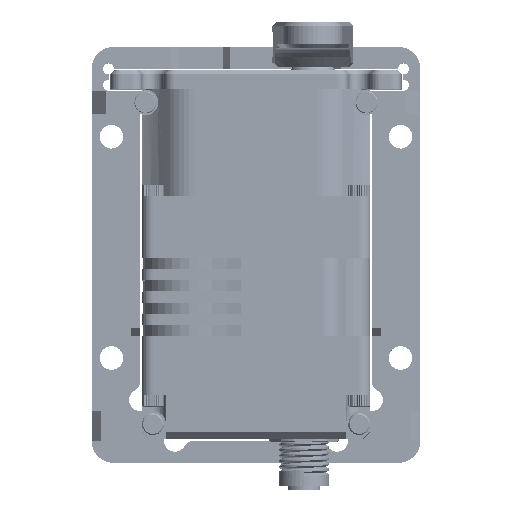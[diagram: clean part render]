
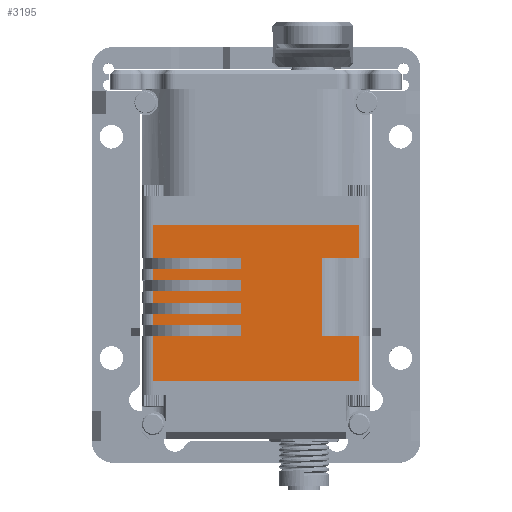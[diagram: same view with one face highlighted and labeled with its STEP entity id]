
A CAD part, top view. The second image highlights one B-rep face of the part: STEP entity #3195.
In plain terms, the highlighted planar face has unit normal (0, 0, 1).
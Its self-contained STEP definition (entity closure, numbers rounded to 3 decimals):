
#149=DIRECTION('',(1.,0.,0.));
#150=VECTOR('',#149,28.);
#151=CARTESIAN_POINT('',(-14.,0.,7.5));
#152=LINE('',#151,#150);
#303=DIRECTION('',(0.,-1.,0.));
#304=VECTOR('',#303,4.5);
#305=CARTESIAN_POINT('',(14.,0.,7.5));
#306=LINE('',#305,#304);
#310=DIRECTION('',(0.,-1.,0.));
#311=VECTOR('',#310,6.2);
#312=CARTESIAN_POINT('',(14.,-15.,7.5));
#313=LINE('',#312,#311);
#340=DIRECTION('',(1.,0.,0.));
#341=VECTOR('',#340,5.078);
#342=CARTESIAN_POINT('',(8.922,-4.5,7.5));
#343=LINE('',#342,#341);
#578=DIRECTION('',(-1.,0.,0.));
#579=VECTOR('',#578,5.078);
#580=CARTESIAN_POINT('',(14.,-15.,7.5));
#581=LINE('',#580,#579);
#713=DIRECTION('',(1.,0.,0.));
#714=VECTOR('',#713,28.);
#715=CARTESIAN_POINT('',(-14.,-21.2,7.5));
#716=LINE('',#715,#714);
#1278=DIRECTION('',(0.,1.,0.));
#1279=VECTOR('',#1278,10.5);
#1280=CARTESIAN_POINT('',(8.922,-15.,7.5));
#1281=LINE('',#1280,#1279);
#1285=DIRECTION('',(0.,-1.,0.));
#1286=VECTOR('',#1285,6.2);
#1287=CARTESIAN_POINT('',(-14.,-15.,7.5));
#1288=LINE('',#1287,#1286);
#1292=DIRECTION('',(1.,0.,0.));
#1293=VECTOR('',#1292,12.);
#1294=CARTESIAN_POINT('',(-14.,-15.,7.5));
#1295=LINE('',#1294,#1293);
#1299=DIRECTION('',(0.,1.,0.));
#1300=VECTOR('',#1299,1.5);
#1301=CARTESIAN_POINT('',(-2.,-15.,7.5));
#1302=LINE('',#1301,#1300);
#1306=DIRECTION('',(1.,0.,0.));
#1307=VECTOR('',#1306,12.);
#1308=CARTESIAN_POINT('',(-14.,-13.5,7.5));
#1309=LINE('',#1308,#1307);
#1313=DIRECTION('',(0.,-1.,0.));
#1314=VECTOR('',#1313,1.5);
#1315=CARTESIAN_POINT('',(-14.,-12.,7.5));
#1316=LINE('',#1315,#1314);
#1320=DIRECTION('',(1.,0.,0.));
#1321=VECTOR('',#1320,12.);
#1322=CARTESIAN_POINT('',(-14.,-12.,7.5));
#1323=LINE('',#1322,#1321);
#1327=DIRECTION('',(0.,1.,0.));
#1328=VECTOR('',#1327,1.5);
#1329=CARTESIAN_POINT('',(-2.,-12.,7.5));
#1330=LINE('',#1329,#1328);
#1334=DIRECTION('',(1.,0.,0.));
#1335=VECTOR('',#1334,12.);
#1336=CARTESIAN_POINT('',(-14.,-10.5,7.5));
#1337=LINE('',#1336,#1335);
#1341=DIRECTION('',(0.,-1.,0.));
#1342=VECTOR('',#1341,1.5);
#1343=CARTESIAN_POINT('',(-14.,-9.,7.5));
#1344=LINE('',#1343,#1342);
#1348=DIRECTION('',(1.,0.,0.));
#1349=VECTOR('',#1348,12.);
#1350=CARTESIAN_POINT('',(-14.,-9.,7.5));
#1351=LINE('',#1350,#1349);
#1355=DIRECTION('',(0.,1.,0.));
#1356=VECTOR('',#1355,1.5);
#1357=CARTESIAN_POINT('',(-2.,-9.,7.5));
#1358=LINE('',#1357,#1356);
#1362=DIRECTION('',(1.,0.,0.));
#1363=VECTOR('',#1362,12.);
#1364=CARTESIAN_POINT('',(-14.,-7.5,7.5));
#1365=LINE('',#1364,#1363);
#1369=DIRECTION('',(0.,-1.,0.));
#1370=VECTOR('',#1369,1.5);
#1371=CARTESIAN_POINT('',(-14.,-6.,7.5));
#1372=LINE('',#1371,#1370);
#1376=DIRECTION('',(1.,0.,0.));
#1377=VECTOR('',#1376,12.);
#1378=CARTESIAN_POINT('',(-14.,-6.,7.5));
#1379=LINE('',#1378,#1377);
#1383=DIRECTION('',(0.,1.,0.));
#1384=VECTOR('',#1383,1.5);
#1385=CARTESIAN_POINT('',(-2.,-6.,7.5));
#1386=LINE('',#1385,#1384);
#1390=DIRECTION('',(1.,0.,0.));
#1391=VECTOR('',#1390,12.);
#1392=CARTESIAN_POINT('',(-14.,-4.5,7.5));
#1393=LINE('',#1392,#1391);
#1397=DIRECTION('',(0.,-1.,0.));
#1398=VECTOR('',#1397,4.5);
#1399=CARTESIAN_POINT('',(-14.,0.,7.5));
#1400=LINE('',#1399,#1398);
#1993=CARTESIAN_POINT('',(14.,0.,7.5));
#1995=VERTEX_POINT('',#1993);
#2007=CARTESIAN_POINT('',(-14.,0.,7.5));
#2008=VERTEX_POINT('',#2007);
#2009=CARTESIAN_POINT('',(14.,-21.2,7.5));
#2011=VERTEX_POINT('',#2009);
#2023=CARTESIAN_POINT('',(-14.,-21.2,7.5));
#2024=VERTEX_POINT('',#2023);
#2089=CARTESIAN_POINT('',(14.,-4.5,7.5));
#2091=VERTEX_POINT('',#2089);
#2105=CARTESIAN_POINT('',(14.,-15.,7.5));
#2106=VERTEX_POINT('',#2105);
#2145=CARTESIAN_POINT('',(-14.,-4.5,7.5));
#2146=VERTEX_POINT('',#2145);
#2147=CARTESIAN_POINT('',(-14.,-6.,7.5));
#2148=VERTEX_POINT('',#2147);
#2149=CARTESIAN_POINT('',(-2.,-4.5,7.5));
#2150=VERTEX_POINT('',#2149);
#2151=CARTESIAN_POINT('',(-2.,-6.,7.5));
#2152=VERTEX_POINT('',#2151);
#2171=CARTESIAN_POINT('',(-2.,-7.5,7.5));
#2172=VERTEX_POINT('',#2171);
#2175=CARTESIAN_POINT('',(-2.,-9.,7.5));
#2176=VERTEX_POINT('',#2175);
#2189=CARTESIAN_POINT('',(-14.,-7.5,7.5));
#2190=VERTEX_POINT('',#2189);
#2191=CARTESIAN_POINT('',(-14.,-9.,7.5));
#2192=VERTEX_POINT('',#2191);
#2203=CARTESIAN_POINT('',(-2.,-10.5,7.5));
#2204=VERTEX_POINT('',#2203);
#2207=CARTESIAN_POINT('',(-2.,-12.,7.5));
#2208=VERTEX_POINT('',#2207);
#2221=CARTESIAN_POINT('',(-14.,-10.5,7.5));
#2222=VERTEX_POINT('',#2221);
#2223=CARTESIAN_POINT('',(-14.,-12.,7.5));
#2224=VERTEX_POINT('',#2223);
#2235=CARTESIAN_POINT('',(-2.,-13.5,7.5));
#2236=VERTEX_POINT('',#2235);
#2239=CARTESIAN_POINT('',(-2.,-15.,7.5));
#2240=VERTEX_POINT('',#2239);
#2253=CARTESIAN_POINT('',(-14.,-13.5,7.5));
#2254=VERTEX_POINT('',#2253);
#2255=CARTESIAN_POINT('',(-14.,-15.,7.5));
#2256=VERTEX_POINT('',#2255);
#2269=CARTESIAN_POINT('',(8.922,-15.,7.5));
#2270=CARTESIAN_POINT('',(8.922,-4.5,7.5));
#2271=VERTEX_POINT('',#2269);
#2272=VERTEX_POINT('',#2270);
#3153=CARTESIAN_POINT('',(-14.,0.,7.5));
#3154=DIRECTION('',(0.,0.,1.));
#3155=DIRECTION('',(1.,0.,0.));
#3156=AXIS2_PLACEMENT_3D('',#3153,#3154,#3155);
#3157=PLANE('',#3156);
#3158=ORIENTED_EDGE('',*,*,#2636,.F.);
#3159=ORIENTED_EDGE('',*,*,#2651,.F.);
#3160=ORIENTED_EDGE('',*,*,#2403,.T.);
#3161=ORIENTED_EDGE('',*,*,#2748,.F.);
#3162=ORIENTED_EDGE('',*,*,#3146,.F.);
#3164=ORIENTED_EDGE('',*,*,#3163,.T.);
#3166=ORIENTED_EDGE('',*,*,#3165,.T.);
#3168=ORIENTED_EDGE('',*,*,#3167,.F.);
#3169=ORIENTED_EDGE('',*,*,#3134,.F.);
#3171=ORIENTED_EDGE('',*,*,#3170,.T.);
#3173=ORIENTED_EDGE('',*,*,#3172,.T.);
#3175=ORIENTED_EDGE('',*,*,#3174,.F.);
#3176=ORIENTED_EDGE('',*,*,#3119,.F.);
#3178=ORIENTED_EDGE('',*,*,#3177,.T.);
#3180=ORIENTED_EDGE('',*,*,#3179,.T.);
#3182=ORIENTED_EDGE('',*,*,#3181,.F.);
#3183=ORIENTED_EDGE('',*,*,#3104,.F.);
#3185=ORIENTED_EDGE('',*,*,#3184,.T.);
#3187=ORIENTED_EDGE('',*,*,#3186,.T.);
#3188=ORIENTED_EDGE('',*,*,#2986,.F.);
#3189=ORIENTED_EDGE('',*,*,#3089,.F.);
#3190=ORIENTED_EDGE('',*,*,#2320,.T.);
#3191=ORIENTED_EDGE('',*,*,#2390,.T.);
#3192=ORIENTED_EDGE('',*,*,#2427,.F.);
#3193=EDGE_LOOP('',(#3158,#3159,#3160,#3161,#3162,#3164,#3166,#3168,#3169,#3171,
#3173,#3175,#3176,#3178,#3180,#3182,#3183,#3185,#3187,#3188,#3189,#3190,#3191,
#3192));
#3194=FACE_OUTER_BOUND('',#3193,.F.);
#3195=ADVANCED_FACE('',(#3194),#3157,.T.);
#2320=EDGE_CURVE('',#2008,#1995,#152,.T.);
#2390=EDGE_CURVE('',#1995,#2091,#306,.T.);
#2403=EDGE_CURVE('',#2106,#2011,#313,.T.);
#2427=EDGE_CURVE('',#2272,#2091,#343,.T.);
#2636=EDGE_CURVE('',#2271,#2272,#1281,.T.);
#2651=EDGE_CURVE('',#2106,#2271,#581,.T.);
#2748=EDGE_CURVE('',#2024,#2011,#716,.T.);
#2986=EDGE_CURVE('',#2146,#2150,#1393,.T.);
#3089=EDGE_CURVE('',#2008,#2146,#1400,.T.);
#3104=EDGE_CURVE('',#2148,#2190,#1372,.T.);
#3119=EDGE_CURVE('',#2192,#2222,#1344,.T.);
#3134=EDGE_CURVE('',#2224,#2254,#1316,.T.);
#3146=EDGE_CURVE('',#2256,#2024,#1288,.T.);
#3163=EDGE_CURVE('',#2256,#2240,#1295,.T.);
#3165=EDGE_CURVE('',#2240,#2236,#1302,.T.);
#3167=EDGE_CURVE('',#2254,#2236,#1309,.T.);
#3170=EDGE_CURVE('',#2224,#2208,#1323,.T.);
#3172=EDGE_CURVE('',#2208,#2204,#1330,.T.);
#3174=EDGE_CURVE('',#2222,#2204,#1337,.T.);
#3177=EDGE_CURVE('',#2192,#2176,#1351,.T.);
#3179=EDGE_CURVE('',#2176,#2172,#1358,.T.);
#3181=EDGE_CURVE('',#2190,#2172,#1365,.T.);
#3184=EDGE_CURVE('',#2148,#2152,#1379,.T.);
#3186=EDGE_CURVE('',#2152,#2150,#1386,.T.);
